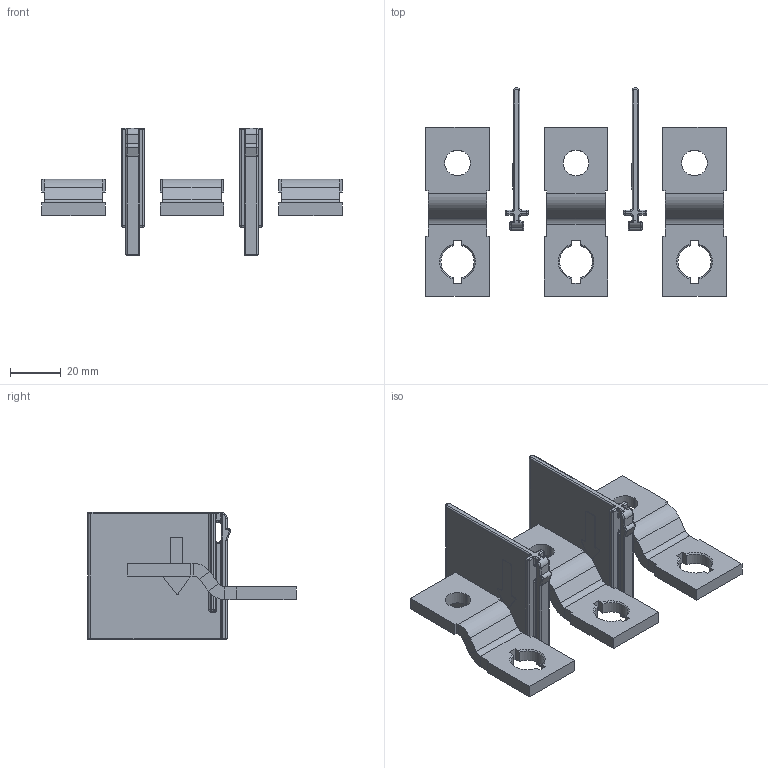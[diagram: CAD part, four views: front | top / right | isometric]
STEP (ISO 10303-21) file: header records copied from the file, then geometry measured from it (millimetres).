
FILE_DESCRIPTION((''),'2;1');
FILE_NAME('2TFR000475A1801_IGES','2019-05-21T',('ITSTCAR1'),(''),'CREO PARAMETRIC BY PTC INC, 2016050','CREO PARAMETRIC BY PTC INC, 2016050','');
FILE_SCHEMA(('AUTOMOTIVE_DESIGN { 1 0 10303 214 1 1 1 1 }'));
Length unit declared in the file: millimetre
Products named in the file (1): 2TFR000475A1801_IGES
Bounding box: 118 x 81.8 x 50 mm (x, y, z)
Volume: 37518.8 mm3; surface area: 26256.3 mm2
Topology: 5 solids, 5 shells, 406 faces, 966 edges, 568 vertices
Faces by surface type: plane 150, cylinder 146, torus 50, sphere 28, bspline 26, cone 6
Entity records: 13848 total; most frequent: CARTESIAN_POINT 3912, DIRECTION 1984, ORIENTED_EDGE 1932, EDGE_CURVE 966, AXIS2_PLACEMENT_3D 732, VERTEX_POINT 568, VECTOR 520, LINE 520
